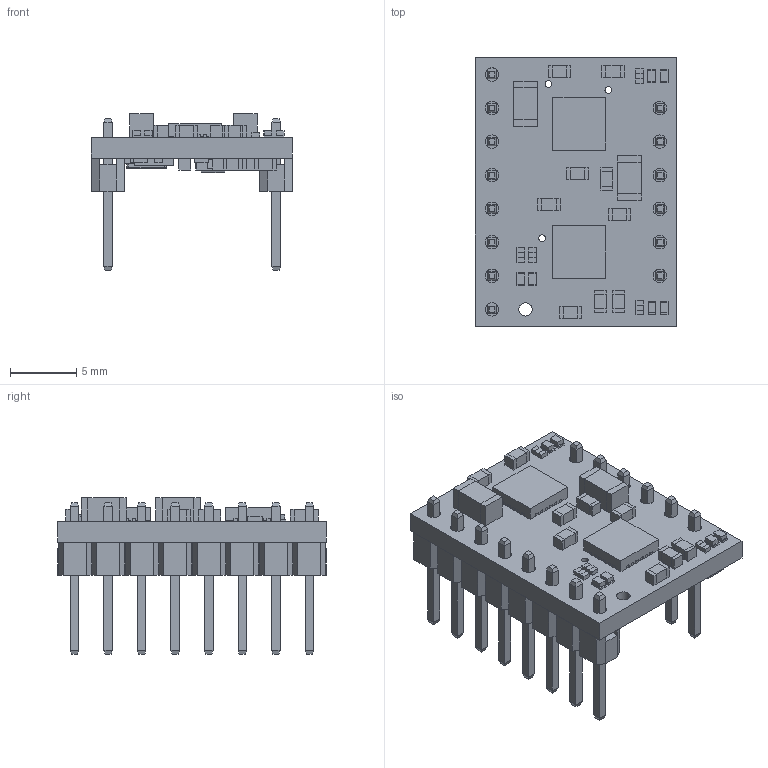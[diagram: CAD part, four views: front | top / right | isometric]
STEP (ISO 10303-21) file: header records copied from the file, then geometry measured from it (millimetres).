
FILE_DESCRIPTION (( 'STEP AP214' ), '1' );
FILE_NAME ('mc2u42a-for-step.step', '2022-11-10T20:25:53', ( '' ), ( '' ), 'SwSTEP 2.0', 'SolidWorks 2022', '' );
FILE_SCHEMA (( 'AUTOMOTIVE_DESIGN' ));
Length unit declared in the file: millimetre
Products named in the file (1): mc2u42a-for-step
Bounding box: 15.26 x 20.32 x 11.87 mm (x, y, z)
Volume: 804.2 mm3; surface area: 1830.9 mm2
Topology: 3 solids, 3 shells, 1774 faces, 4728 edges, 3028 vertices
Faces by surface type: plane 1461, bspline 185, cylinder 124, torus 4
Entity records: 80038 total; most frequent: CARTESIAN_POINT 17478, ORIENTED_EDGE 9456, DIRECTION 7688, EDGE_CURVE 4728, VECTOR 4004, LINE 4004, VERTEX_POINT 3028, EDGE_LOOP 1980
